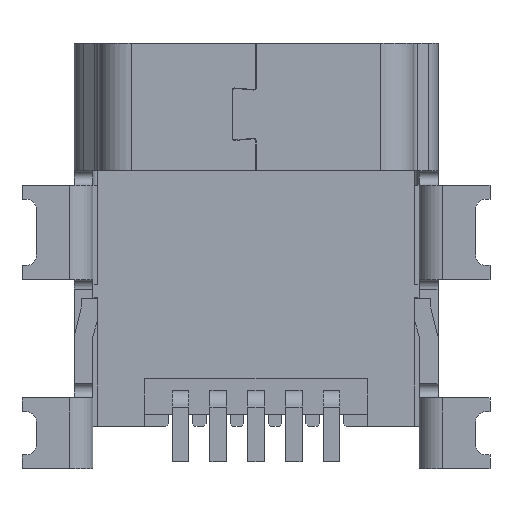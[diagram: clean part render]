
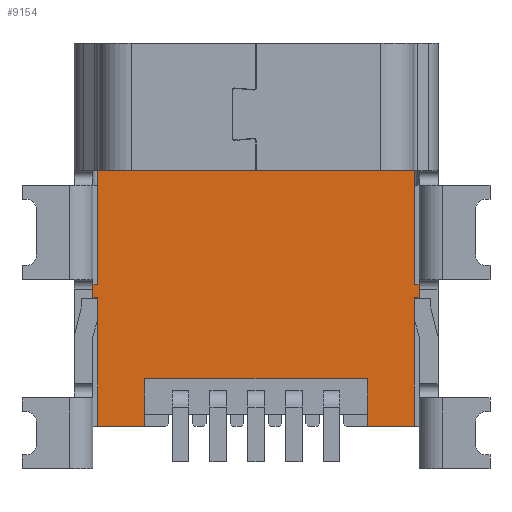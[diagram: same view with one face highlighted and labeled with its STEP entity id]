
A CAD part, front view. The second image highlights one B-rep face of the part: STEP entity #9154.
In plain terms, the highlighted planar face has unit normal (0, -1, 0).
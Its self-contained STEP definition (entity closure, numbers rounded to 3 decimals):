
#682=DIRECTION('',(1.,0.,0.));
#683=VECTOR('',#682,6.7);
#684=CARTESIAN_POINT('',(-3.35,-2.05,-2.7));
#685=LINE('',#684,#683);
#895=DIRECTION('',(-1.,0.,0.));
#896=VECTOR('',#895,1.);
#897=CARTESIAN_POINT('',(-2.35,-2.05,-8.1));
#898=LINE('',#897,#896);
#899=DIRECTION('',(0.,0.,1.));
#900=VECTOR('',#899,2.72);
#901=CARTESIAN_POINT('',(-3.35,-2.05,-8.1));
#902=LINE('',#901,#900);
#903=DIRECTION('',(-1.,0.,0.));
#904=VECTOR('',#903,0.1);
#905=CARTESIAN_POINT('',(-3.35,-2.05,-5.38));
#906=LINE('',#905,#904);
#907=DIRECTION('',(0.,0.,1.));
#908=VECTOR('',#907,0.28);
#909=CARTESIAN_POINT('',(-3.45,-2.05,-5.38));
#910=LINE('',#909,#908);
#911=DIRECTION('',(1.,0.,0.));
#912=VECTOR('',#911,0.1);
#913=CARTESIAN_POINT('',(-3.45,-2.05,-5.1));
#914=LINE('',#913,#912);
#915=DIRECTION('',(0.,0.,1.));
#916=VECTOR('',#915,2.4);
#917=CARTESIAN_POINT('',(-3.35,-2.05,-5.1));
#918=LINE('',#917,#916);
#919=DIRECTION('',(1.,0.,0.));
#920=VECTOR('',#919,0.1);
#921=CARTESIAN_POINT('',(3.35,-2.05,-5.1));
#922=LINE('',#921,#920);
#923=DIRECTION('',(0.,0.,1.));
#924=VECTOR('',#923,0.28);
#925=CARTESIAN_POINT('',(3.45,-2.05,-5.38));
#926=LINE('',#925,#924);
#927=DIRECTION('',(-1.,0.,0.));
#928=VECTOR('',#927,0.1);
#929=CARTESIAN_POINT('',(3.45,-2.05,-5.38));
#930=LINE('',#929,#928);
#931=DIRECTION('',(0.,0.,1.));
#932=VECTOR('',#931,2.72);
#933=CARTESIAN_POINT('',(3.35,-2.05,-8.1));
#934=LINE('',#933,#932);
#935=DIRECTION('',(-1.,0.,0.));
#936=VECTOR('',#935,1.);
#937=CARTESIAN_POINT('',(3.35,-2.05,-8.1));
#938=LINE('',#937,#936);
#939=DIRECTION('',(1.,0.,0.));
#940=VECTOR('',#939,4.7);
#941=CARTESIAN_POINT('',(-2.35,-2.05,-7.1));
#942=LINE('',#941,#940);
#1308=DIRECTION('',(0.,0.,1.));
#1309=VECTOR('',#1308,2.4);
#1310=CARTESIAN_POINT('',(3.35,-2.05,-5.1));
#1311=LINE('',#1310,#1309);
#2144=DIRECTION('',(0.,0.,1.));
#2145=VECTOR('',#2144,1.);
#2146=CARTESIAN_POINT('',(-2.35,-2.05,-8.1));
#2147=LINE('',#2146,#2145);
#2244=DIRECTION('',(0.,0.,-1.));
#2245=VECTOR('',#2244,1.);
#2246=CARTESIAN_POINT('',(2.35,-2.05,-7.1));
#2247=LINE('',#2246,#2245);
#6694=CARTESIAN_POINT('',(3.45,-2.05,-5.38));
#6695=CARTESIAN_POINT('',(3.45,-2.05,-5.1));
#6696=VERTEX_POINT('',#6694);
#6697=VERTEX_POINT('',#6695);
#6708=CARTESIAN_POINT('',(-3.45,-2.05,-5.38));
#6709=CARTESIAN_POINT('',(-3.45,-2.05,-5.1));
#6710=VERTEX_POINT('',#6708);
#6711=VERTEX_POINT('',#6709);
#6712=CARTESIAN_POINT('',(3.35,-2.05,-8.1));
#6713=CARTESIAN_POINT('',(2.35,-2.05,-8.1));
#6714=VERTEX_POINT('',#6712);
#6715=VERTEX_POINT('',#6713);
#6716=CARTESIAN_POINT('',(-2.35,-2.05,-8.1));
#6717=CARTESIAN_POINT('',(-3.35,-2.05,-8.1));
#6718=VERTEX_POINT('',#6716);
#6719=VERTEX_POINT('',#6717);
#6993=CARTESIAN_POINT('',(3.35,-2.05,-5.1));
#6995=VERTEX_POINT('',#6993);
#6996=CARTESIAN_POINT('',(-3.35,-2.05,-5.1));
#6998=VERTEX_POINT('',#6996);
#7105=CARTESIAN_POINT('',(-3.35,-2.05,-5.38));
#7107=VERTEX_POINT('',#7105);
#7108=CARTESIAN_POINT('',(3.35,-2.05,-5.38));
#7110=VERTEX_POINT('',#7108);
#7528=CARTESIAN_POINT('',(-2.35,-2.05,-7.1));
#7529=CARTESIAN_POINT('',(2.35,-2.05,-7.1));
#7530=VERTEX_POINT('',#7528);
#7531=VERTEX_POINT('',#7529);
#7917=CARTESIAN_POINT('',(-3.35,-2.05,-2.7));
#7919=VERTEX_POINT('',#7917);
#7920=CARTESIAN_POINT('',(3.35,-2.05,-2.7));
#7921=VERTEX_POINT('',#7920);
#9117=CARTESIAN_POINT('',(3.85,-2.05,-2.9));
#9118=DIRECTION('',(0.,-1.,0.));
#9119=DIRECTION('',(-1.,0.,0.));
#9120=AXIS2_PLACEMENT_3D('',#9117,#9118,#9119);
#9121=PLANE('',#9120);
#9123=ORIENTED_EDGE('',*,*,#9122,.F.);
#9125=ORIENTED_EDGE('',*,*,#9124,.T.);
#9127=ORIENTED_EDGE('',*,*,#9126,.T.);
#9129=ORIENTED_EDGE('',*,*,#9128,.T.);
#9131=ORIENTED_EDGE('',*,*,#9130,.T.);
#9133=ORIENTED_EDGE('',*,*,#9132,.T.);
#9134=ORIENTED_EDGE('',*,*,#8995,.T.);
#9135=ORIENTED_EDGE('',*,*,#8864,.T.);
#9137=ORIENTED_EDGE('',*,*,#9136,.F.);
#9139=ORIENTED_EDGE('',*,*,#9138,.T.);
#9141=ORIENTED_EDGE('',*,*,#9140,.F.);
#9143=ORIENTED_EDGE('',*,*,#9142,.T.);
#9145=ORIENTED_EDGE('',*,*,#9144,.F.);
#9147=ORIENTED_EDGE('',*,*,#9146,.T.);
#9149=ORIENTED_EDGE('',*,*,#9148,.F.);
#9151=ORIENTED_EDGE('',*,*,#9150,.F.);
#9152=EDGE_LOOP('',(#9123,#9125,#9127,#9129,#9131,#9133,#9134,#9135,#9137,#9139,
#9141,#9143,#9145,#9147,#9149,#9151));
#9153=FACE_OUTER_BOUND('',#9152,.F.);
#9154=ADVANCED_FACE('',(#9153),#9121,.T.);
#8864=EDGE_CURVE('',#7919,#7921,#685,.T.);
#8995=EDGE_CURVE('',#6998,#7919,#918,.T.);
#9122=EDGE_CURVE('',#6718,#7530,#2147,.T.);
#9124=EDGE_CURVE('',#6718,#6719,#898,.T.);
#9126=EDGE_CURVE('',#6719,#7107,#902,.T.);
#9128=EDGE_CURVE('',#7107,#6710,#906,.T.);
#9130=EDGE_CURVE('',#6710,#6711,#910,.T.);
#9132=EDGE_CURVE('',#6711,#6998,#914,.T.);
#9136=EDGE_CURVE('',#6995,#7921,#1311,.T.);
#9138=EDGE_CURVE('',#6995,#6697,#922,.T.);
#9140=EDGE_CURVE('',#6696,#6697,#926,.T.);
#9142=EDGE_CURVE('',#6696,#7110,#930,.T.);
#9144=EDGE_CURVE('',#6714,#7110,#934,.T.);
#9146=EDGE_CURVE('',#6714,#6715,#938,.T.);
#9148=EDGE_CURVE('',#7531,#6715,#2247,.T.);
#9150=EDGE_CURVE('',#7530,#7531,#942,.T.);
